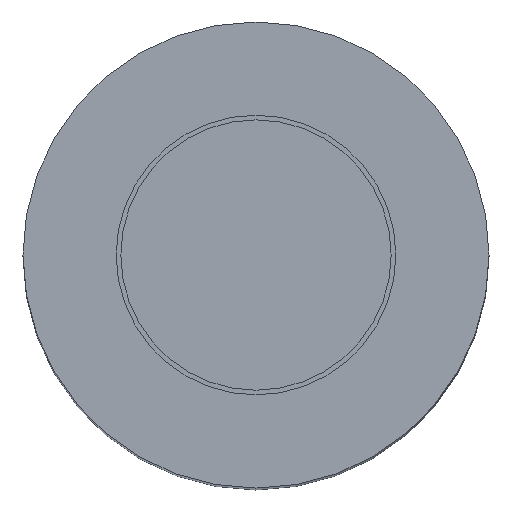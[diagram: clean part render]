
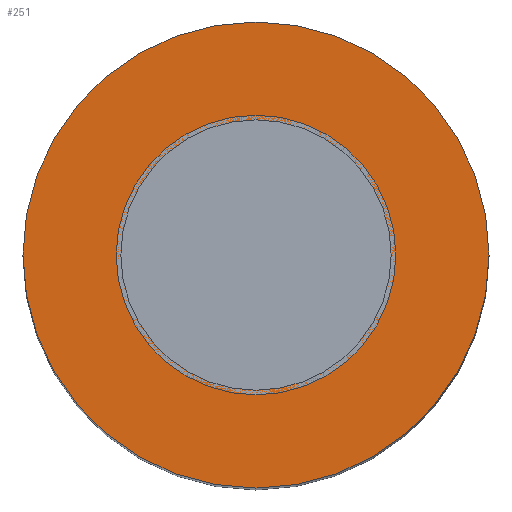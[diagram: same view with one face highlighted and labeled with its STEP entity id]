
A CAD part, top view. The second image highlights one B-rep face of the part: STEP entity #251.
In plain terms, the highlighted planar face has unit normal (0, 0, 1).
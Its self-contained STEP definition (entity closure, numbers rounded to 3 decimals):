
#3 = FACE_OUTER_BOUND ( 'NONE', #257, .T. ) ;
#45 = VERTEX_POINT ( 'NONE', #616 ) ;
#50 = DIRECTION ( 'NONE',  ( 1., 0., 0. ) ) ;
#57 = DIRECTION ( 'NONE',  ( 0., 0., 1. ) ) ;
#60 = FACE_BOUND ( 'NONE', #866, .T. ) ;
#61 = CARTESIAN_POINT ( 'NONE',  ( 0., 0., 0. ) ) ;
#142 = EDGE_CURVE ( 'NONE', #45, #633, #726, .T. ) ;
#149 = CARTESIAN_POINT ( 'NONE',  ( -2.5, 0., 0. ) ) ;
#159 = DIRECTION ( 'NONE',  ( 1., 0., 0. ) ) ;
#160 = DIRECTION ( 'NONE',  ( 0., 0., 1. ) ) ;
#161 = CARTESIAN_POINT ( 'NONE',  ( 0., 0., 0. ) ) ;
#177 = DIRECTION ( 'NONE',  ( 1., 0., 0. ) ) ;
#178 = DIRECTION ( 'NONE',  ( 0., 0., 1. ) ) ;
#181 = AXIS2_PLACEMENT_3D ( 'NONE', #61, #57, #50 ) ;
#217 = DIRECTION ( 'NONE',  ( 1., 0., 0. ) ) ;
#220 = AXIS2_PLACEMENT_3D ( 'NONE', #161, #160, #159 ) ;
#234 = AXIS2_PLACEMENT_3D ( 'NONE', #496, #178, #177 ) ;
#241 = AXIS2_PLACEMENT_3D ( 'NONE', #266, #263, #217 ) ;
#243 = ORIENTED_EDGE ( 'NONE', *, *, #276, .F. ) ;
#245 = CARTESIAN_POINT ( 'NONE',  ( 1.45, 0., 0. ) ) ;
#251 = ADVANCED_FACE ( 'NONE', ( #3, #60 ), #315, .T. ) ;
#254 = VERTEX_POINT ( 'NONE', #245 ) ;
#257 = EDGE_LOOP ( 'NONE', ( #749, #769 ) ) ;
#259 = EDGE_CURVE ( 'NONE', #633, #45, #358, .T. ) ;
#260 = EDGE_CURVE ( 'NONE', #254, #372, #284, .T. ) ;
#263 = DIRECTION ( 'NONE',  ( 0., 0., 1. ) ) ;
#266 = CARTESIAN_POINT ( 'NONE',  ( 0., 1.45, 0. ) ) ;
#276 = EDGE_CURVE ( 'NONE', #372, #254, #511, .T. ) ;
#284 = CIRCLE ( 'NONE', #220, 1.45 ) ;
#315 = PLANE ( 'NONE',  #241 ) ;
#358 = CIRCLE ( 'NONE', #234, 2.5 ) ;
#372 = VERTEX_POINT ( 'NONE', #792 ) ;
#496 = CARTESIAN_POINT ( 'NONE',  ( 0., 0., 0. ) ) ;
#511 = CIRCLE ( 'NONE', #181, 1.45 ) ;
#520 = ORIENTED_EDGE ( 'NONE', *, *, #260, .F. ) ;
#616 = CARTESIAN_POINT ( 'NONE',  ( 2.5, 0., 0. ) ) ;
#633 = VERTEX_POINT ( 'NONE', #149 ) ;
#724 = DIRECTION ( 'NONE',  ( 1., 0., 0. ) ) ;
#726 = CIRCLE ( 'NONE', #759, 2.5 ) ;
#731 = DIRECTION ( 'NONE',  ( 0., 0., 1. ) ) ;
#737 = CARTESIAN_POINT ( 'NONE',  ( 0., 0., 0. ) ) ;
#749 = ORIENTED_EDGE ( 'NONE', *, *, #142, .T. ) ;
#759 = AXIS2_PLACEMENT_3D ( 'NONE', #737, #731, #724 ) ;
#769 = ORIENTED_EDGE ( 'NONE', *, *, #259, .T. ) ;
#792 = CARTESIAN_POINT ( 'NONE',  ( -1.45, 0., 0. ) ) ;
#866 = EDGE_LOOP ( 'NONE', ( #520, #243 ) ) ;
